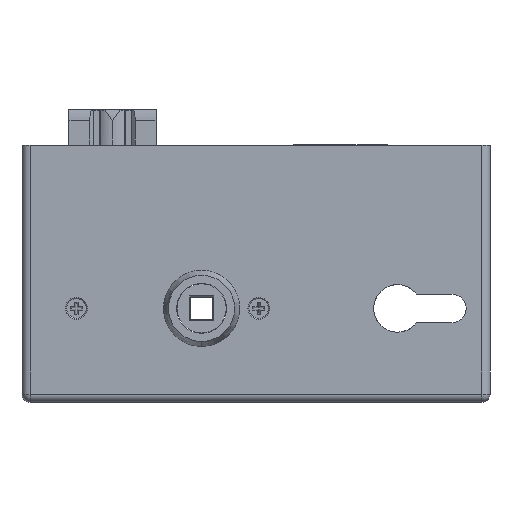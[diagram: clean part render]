
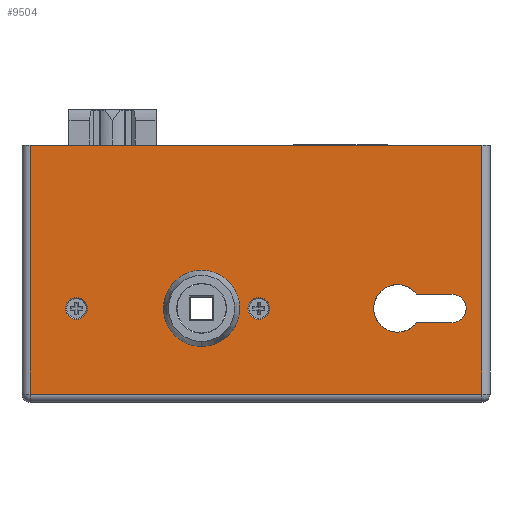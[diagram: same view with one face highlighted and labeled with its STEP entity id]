
A CAD part, left-side view. The second image highlights one B-rep face of the part: STEP entity #9504.
In plain terms, the highlighted planar face has unit normal (-1, 0, 0).
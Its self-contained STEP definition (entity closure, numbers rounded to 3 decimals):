
#22 = LINE ( 'NONE', #6346, #17492 ) ;
#108 = CARTESIAN_POINT ( 'NONE',  ( -15., -52., -21.5 ) ) ;
#290 = EDGE_CURVE ( 'NONE', #22485, #20519, #2641, .T. ) ;
#413 = EDGE_CURVE ( 'NONE', #20519, #18697, #20743, .T. ) ;
#475 = CIRCLE ( 'NONE', #19120, 11. ) ;
#531 = DIRECTION ( 'NONE',  ( 0., 0., -1. ) ) ;
#1118 = CARTESIAN_POINT ( 'NONE',  ( -15., -1., -8.75 ) ) ;
#1203 = DIRECTION ( 'NONE',  ( 0., 0., -1. ) ) ;
#1316 = CARTESIAN_POINT ( 'NONE',  ( -15., -59.019, -7.525 ) ) ;
#1624 = DIRECTION ( 'NONE',  ( 0., 0., 1. ) ) ;
#1677 = CARTESIAN_POINT ( 'NONE',  ( -15., 86., 47.25 ) ) ;
#2117 = CARTESIAN_POINT ( 'NONE',  ( -15., 0., -44.25 ) ) ;
#2303 = VERTEX_POINT ( 'NONE', #3024 ) ;
#2317 = EDGE_LOOP ( 'NONE', ( #9920, #20067, #8352, #17830, #16777, #2356 ) ) ;
#2356 = ORIENTED_EDGE ( 'NONE', *, *, #7094, .T. ) ;
#2641 = LINE ( 'NONE', #15317, #15006 ) ;
#2655 = FACE_BOUND ( 'NONE', #12602, .T. ) ;
#3024 = CARTESIAN_POINT ( 'NONE',  ( -15., 20., -23.75 ) ) ;
#3164 = CARTESIAN_POINT ( 'NONE',  ( -15., -1., -16.75 ) ) ;
#3246 = ORIENTED_EDGE ( 'NONE', *, *, #6524, .T. ) ;
#3269 = DIRECTION ( 'NONE',  ( 1., 0., 0. ) ) ;
#3328 = CIRCLE ( 'NONE', #5493, 11. ) ;
#3642 = EDGE_CURVE ( 'NONE', #16419, #12862, #10975, .T. ) ;
#3645 = DIRECTION ( 'NONE',  ( -1., 0., 0. ) ) ;
#3873 = AXIS2_PLACEMENT_3D ( 'NONE', #4554, #19830, #17975 ) ;
#4554 = CARTESIAN_POINT ( 'NONE',  ( -15., -1., -12.75 ) ) ;
#5102 = CARTESIAN_POINT ( 'NONE',  ( -15., 20., -12.75 ) ) ;
#5205 = CARTESIAN_POINT ( 'NONE',  ( -15., 20., -12.75 ) ) ;
#5477 = VERTEX_POINT ( 'NONE', #3164 ) ;
#5493 = AXIS2_PLACEMENT_3D ( 'NONE', #5102, #18771, #20565 ) ;
#5683 = DIRECTION ( 'NONE',  ( 0., -1., 0. ) ) ;
#6079 = ORIENTED_EDGE ( 'NONE', *, *, #16584, .F. ) ;
#6346 = CARTESIAN_POINT ( 'NONE',  ( -15., 83., 0. ) ) ;
#6370 = ORIENTED_EDGE ( 'NONE', *, *, #23029, .F. ) ;
#6513 = AXIS2_PLACEMENT_3D ( 'NONE', #16611, #3269, #1203 ) ;
#6524 = EDGE_CURVE ( 'NONE', #13938, #12103, #22, .T. ) ;
#6571 = ORIENTED_EDGE ( 'NONE', *, *, #18007, .F. ) ;
#6637 = VECTOR ( 'NONE', #13919, 1000. ) ;
#7094 = EDGE_CURVE ( 'NONE', #12965, #22485, #15732, .T. ) ;
#7184 = DIRECTION ( 'NONE',  ( -1., 0., 0. ) ) ;
#7365 = AXIS2_PLACEMENT_3D ( 'NONE', #13241, #7184, #1624 ) ;
#7423 = EDGE_CURVE ( 'NONE', #9211, #2303, #3328, .T. ) ;
#7520 = EDGE_CURVE ( 'NONE', #13938, #12862, #9353, .T. ) ;
#8352 = ORIENTED_EDGE ( 'NONE', *, *, #21520, .T. ) ;
#8435 = CARTESIAN_POINT ( 'NONE',  ( -15., -83., 47.25 ) ) ;
#8900 = AXIS2_PLACEMENT_3D ( 'NONE', #11461, #11132, #15019 ) ;
#8905 = DIRECTION ( 'NONE',  ( 0., 0., -1. ) ) ;
#9002 = CIRCLE ( 'NONE', #10208, 4. ) ;
#9211 = VERTEX_POINT ( 'NONE', #19297 ) ;
#9353 = LINE ( 'NONE', #1677, #15101 ) ;
#9483 = DIRECTION ( 'NONE',  ( 0., 0., 1. ) ) ;
#9504 = ADVANCED_FACE ( 'NONE', ( #22275, #2655, #24705, #9878, #22584 ), #22597, .F. ) ;
#9828 = CARTESIAN_POINT ( 'NONE',  ( -15., -72.025, -7.525 ) ) ;
#9878 = FACE_BOUND ( 'NONE', #2317, .T. ) ;
#9920 = ORIENTED_EDGE ( 'NONE', *, *, #290, .T. ) ;
#10208 = AXIS2_PLACEMENT_3D ( 'NONE', #13268, #3645, #10985 ) ;
#10960 = DIRECTION ( 'NONE',  ( 1., 0., 0. ) ) ;
#10975 = LINE ( 'NONE', #19160, #18807 ) ;
#10985 = DIRECTION ( 'NONE',  ( 0., 0., 1. ) ) ;
#11132 = DIRECTION ( 'NONE',  ( 1., 0., 0. ) ) ;
#11424 = ORIENTED_EDGE ( 'NONE', *, *, #7423, .T. ) ;
#11461 = CARTESIAN_POINT ( 'NONE',  ( -15., -52., -12.75 ) ) ;
#11476 = CIRCLE ( 'NONE', #7365, 4. ) ;
#11523 = EDGE_CURVE ( 'NONE', #2303, #9211, #475, .T. ) ;
#12103 = VERTEX_POINT ( 'NONE', #24935 ) ;
#12119 = EDGE_LOOP ( 'NONE', ( #6571, #16544 ) ) ;
#12252 = DIRECTION ( 'NONE',  ( 1., 0., 0. ) ) ;
#12602 = EDGE_LOOP ( 'NONE', ( #6079, #6370 ) ) ;
#12636 = DIRECTION ( 'NONE',  ( -1., 0., 0. ) ) ;
#12654 = CARTESIAN_POINT ( 'NONE',  ( -15., -52., -4. ) ) ;
#12862 = VERTEX_POINT ( 'NONE', #8435 ) ;
#12865 = CARTESIAN_POINT ( 'NONE',  ( -15., -52., -12.75 ) ) ;
#12965 = VERTEX_POINT ( 'NONE', #12654 ) ;
#13241 = CARTESIAN_POINT ( 'NONE',  ( -15., -1., -12.75 ) ) ;
#13268 = CARTESIAN_POINT ( 'NONE',  ( -15., 66., -12.75 ) ) ;
#13611 = VERTEX_POINT ( 'NONE', #14319 ) ;
#13635 = LINE ( 'NONE', #20965, #21809 ) ;
#13919 = DIRECTION ( 'NONE',  ( 0., -1., 0. ) ) ;
#13938 = VERTEX_POINT ( 'NONE', #16855 ) ;
#14319 = CARTESIAN_POINT ( 'NONE',  ( -15., -59.019, -17.975 ) ) ;
#14332 = VERTEX_POINT ( 'NONE', #15298 ) ;
#14542 = EDGE_CURVE ( 'NONE', #13611, #20510, #14862, .T. ) ;
#14671 = ORIENTED_EDGE ( 'NONE', *, *, #17012, .T. ) ;
#14704 = VERTEX_POINT ( 'NONE', #16310 ) ;
#14717 = DIRECTION ( 'NONE',  ( 0., 0., -1. ) ) ;
#14862 = CIRCLE ( 'NONE', #15342, 8.75 ) ;
#15006 = VECTOR ( 'NONE', #5683, 1000. ) ;
#15019 = DIRECTION ( 'NONE',  ( 0., 0., -1. ) ) ;
#15101 = VECTOR ( 'NONE', #15313, 1000. ) ;
#15298 = CARTESIAN_POINT ( 'NONE',  ( -15., 66., -8.75 ) ) ;
#15313 = DIRECTION ( 'NONE',  ( 0., -1., 0. ) ) ;
#15317 = CARTESIAN_POINT ( 'NONE',  ( -15., -72.025, -7.525 ) ) ;
#15342 = AXIS2_PLACEMENT_3D ( 'NONE', #19744, #12252, #17726 ) ;
#15584 = EDGE_LOOP ( 'NONE', ( #14671, #23824, #24979, #3246 ) ) ;
#15695 = VERTEX_POINT ( 'NONE', #1118 ) ;
#15732 = CIRCLE ( 'NONE', #8900, 8.75 ) ;
#16310 = CARTESIAN_POINT ( 'NONE',  ( -15., 66., -16.75 ) ) ;
#16419 = VERTEX_POINT ( 'NONE', #21030 ) ;
#16544 = ORIENTED_EDGE ( 'NONE', *, *, #24971, .F. ) ;
#16584 = EDGE_CURVE ( 'NONE', #15695, #5477, #21103, .T. ) ;
#16611 = CARTESIAN_POINT ( 'NONE',  ( -15., 0., 0. ) ) ;
#16777 = ORIENTED_EDGE ( 'NONE', *, *, #20587, .T. ) ;
#16855 = CARTESIAN_POINT ( 'NONE',  ( -15., 83., 47.25 ) ) ;
#16928 = ORIENTED_EDGE ( 'NONE', *, *, #11523, .T. ) ;
#17012 = EDGE_CURVE ( 'NONE', #12103, #16419, #18701, .T. ) ;
#17492 = VECTOR ( 'NONE', #531, 1000. ) ;
#17726 = DIRECTION ( 'NONE',  ( 0., 0., -1. ) ) ;
#17729 = AXIS2_PLACEMENT_3D ( 'NONE', #22255, #12636, #18518 ) ;
#17830 = ORIENTED_EDGE ( 'NONE', *, *, #14542, .T. ) ;
#17975 = DIRECTION ( 'NONE',  ( 0., 0., 1. ) ) ;
#18007 = EDGE_CURVE ( 'NONE', #14332, #14704, #9002, .T. ) ;
#18518 = DIRECTION ( 'NONE',  ( 0., 0., 1. ) ) ;
#18697 = VERTEX_POINT ( 'NONE', #21428 ) ;
#18701 = LINE ( 'NONE', #2117, #6637 ) ;
#18771 = DIRECTION ( 'NONE',  ( 1., 0., 0. ) ) ;
#18807 = VECTOR ( 'NONE', #9483, 1000. ) ;
#19120 = AXIS2_PLACEMENT_3D ( 'NONE', #5205, #10960, #22606 ) ;
#19160 = CARTESIAN_POINT ( 'NONE',  ( -15., -83., 0. ) ) ;
#19297 = CARTESIAN_POINT ( 'NONE',  ( -15., 20., -1.75 ) ) ;
#19744 = CARTESIAN_POINT ( 'NONE',  ( -15., -52., -12.75 ) ) ;
#19830 = DIRECTION ( 'NONE',  ( -1., 0., 0. ) ) ;
#20067 = ORIENTED_EDGE ( 'NONE', *, *, #413, .T. ) ;
#20197 = DIRECTION ( 'NONE',  ( 1., 0., 0. ) ) ;
#20476 = DIRECTION ( 'NONE',  ( 1., 0., 0. ) ) ;
#20510 = VERTEX_POINT ( 'NONE', #108 ) ;
#20519 = VERTEX_POINT ( 'NONE', #9828 ) ;
#20565 = DIRECTION ( 'NONE',  ( 0., 0., -1. ) ) ;
#20587 = EDGE_CURVE ( 'NONE', #20510, #12965, #24584, .T. ) ;
#20743 = CIRCLE ( 'NONE', #22555, 5.225 ) ;
#20965 = CARTESIAN_POINT ( 'NONE',  ( -15., -59.019, -17.975 ) ) ;
#21030 = CARTESIAN_POINT ( 'NONE',  ( -15., -83., -44.25 ) ) ;
#21103 = CIRCLE ( 'NONE', #3873, 4. ) ;
#21144 = DIRECTION ( 'NONE',  ( 0., 1., 0. ) ) ;
#21428 = CARTESIAN_POINT ( 'NONE',  ( -15., -72.025, -17.975 ) ) ;
#21520 = EDGE_CURVE ( 'NONE', #18697, #13611, #13635, .T. ) ;
#21809 = VECTOR ( 'NONE', #21144, 1000. ) ;
#22255 = CARTESIAN_POINT ( 'NONE',  ( -15., 66., -12.75 ) ) ;
#22275 = FACE_BOUND ( 'NONE', #12119, .T. ) ;
#22328 = CIRCLE ( 'NONE', #17729, 4. ) ;
#22485 = VERTEX_POINT ( 'NONE', #1316 ) ;
#22506 = CARTESIAN_POINT ( 'NONE',  ( -15., -72.025, -12.75 ) ) ;
#22555 = AXIS2_PLACEMENT_3D ( 'NONE', #22506, #20476, #8905 ) ;
#22584 = FACE_OUTER_BOUND ( 'NONE', #15584, .T. ) ;
#22597 = PLANE ( 'NONE',  #6513 ) ;
#22606 = DIRECTION ( 'NONE',  ( 0., 0., -1. ) ) ;
#23029 = EDGE_CURVE ( 'NONE', #5477, #15695, #11476, .T. ) ;
#23605 = EDGE_LOOP ( 'NONE', ( #16928, #11424 ) ) ;
#23662 = AXIS2_PLACEMENT_3D ( 'NONE', #12865, #20197, #14717 ) ;
#23824 = ORIENTED_EDGE ( 'NONE', *, *, #3642, .T. ) ;
#24584 = CIRCLE ( 'NONE', #23662, 8.75 ) ;
#24705 = FACE_BOUND ( 'NONE', #23605, .T. ) ;
#24935 = CARTESIAN_POINT ( 'NONE',  ( -15., 83., -44.25 ) ) ;
#24971 = EDGE_CURVE ( 'NONE', #14704, #14332, #22328, .T. ) ;
#24979 = ORIENTED_EDGE ( 'NONE', *, *, #7520, .F. ) ;
